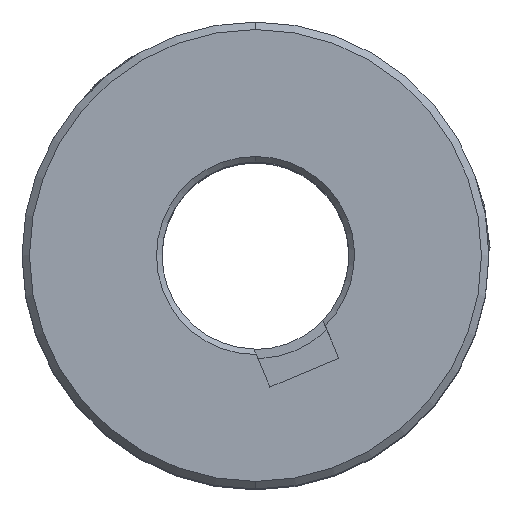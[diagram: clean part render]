
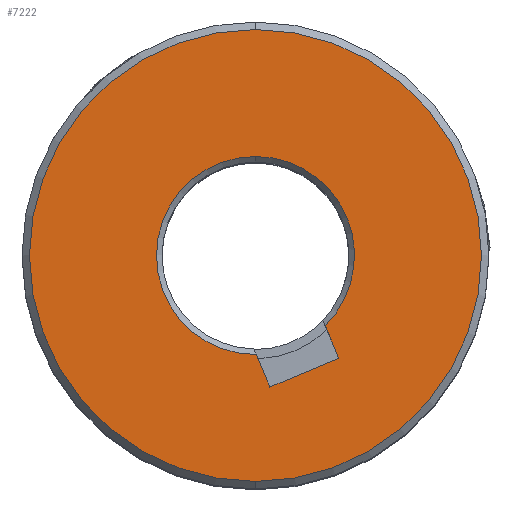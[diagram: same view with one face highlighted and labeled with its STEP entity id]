
A CAD part, top view. The second image highlights one B-rep face of the part: STEP entity #7222.
In plain terms, the highlighted planar face has unit normal (0, 0, 1).
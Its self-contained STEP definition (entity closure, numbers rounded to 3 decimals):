
#38 = AXIS2_PLACEMENT_3D ( 'NONE', #10012, #1955, #11355 ) ;
#261 = DIRECTION ( 'NONE',  ( 0., -1., 0. ) ) ;
#750 = CARTESIAN_POINT ( 'NONE',  ( -16.346, -6.444, 5.5 ) ) ;
#1308 = CARTESIAN_POINT ( 'NONE',  ( -16.346, -11.744, 5.5 ) ) ;
#1434 = CARTESIAN_POINT ( 'NONE',  ( -16.304, -11.744, 5.5 ) ) ;
#1474 = DIRECTION ( 'NONE',  ( 0., 0., -1. ) ) ;
#1520 = CARTESIAN_POINT ( 'NONE',  ( -16.346, 5.656, 5.5 ) ) ;
#1524 = CARTESIAN_POINT ( 'NONE',  ( -16.346, -6.444, 5.5 ) ) ;
#1955 = DIRECTION ( 'NONE',  ( 0., 0., -1. ) ) ;
#1990 = EDGE_CURVE ( 'NONE', #11881, #6894, #6169, .T. ) ;
#2071 = DIRECTION ( 'NONE',  ( 0., 1., 0. ) ) ;
#2219 = EDGE_CURVE ( 'NONE', #4006, #14236, #15229, .T. ) ;
#2498 = DIRECTION ( 'NONE',  ( 0., 0., -1. ) ) ;
#2822 = CIRCLE ( 'NONE', #7156, 5.3 ) ;
#3111 = ORIENTED_EDGE ( 'NONE', *, *, #12175, .F. ) ;
#3443 = DIRECTION ( 'NONE',  ( 0., 0., -1. ) ) ;
#3758 = EDGE_LOOP ( 'NONE', ( #14269, #9241, #16050, #16613, #4542, #4485 ) ) ;
#3893 = EDGE_CURVE ( 'NONE', #4006, #11881, #4743, .T. ) ;
#3991 = DIRECTION ( 'NONE',  ( 0., 0., -1. ) ) ;
#4006 = VERTEX_POINT ( 'NONE', #1434 ) ;
#4485 = ORIENTED_EDGE ( 'NONE', *, *, #6612, .F. ) ;
#4542 = ORIENTED_EDGE ( 'NONE', *, *, #16295, .T. ) ;
#4709 = FACE_OUTER_BOUND ( 'NONE', #16403, .T. ) ;
#4743 = LINE ( 'NONE', #14718, #14627 ) ;
#4840 = CIRCLE ( 'NONE', #13476, 5.3 ) ;
#4914 = LINE ( 'NONE', #13252, #12060 ) ;
#5218 = DIRECTION ( 'NONE',  ( -0.385, 0.923, 0. ) ) ;
#5313 = DIRECTION ( 'NONE',  ( 0.385, -0.923, 0. ) ) ;
#5454 = ORIENTED_EDGE ( 'NONE', *, *, #16014, .F. ) ;
#6169 = LINE ( 'NONE', #11232, #13323 ) ;
#6465 = CARTESIAN_POINT ( 'NONE',  ( -11.884, -11.95, 5.5 ) ) ;
#6612 = EDGE_CURVE ( 'NONE', #6894, #13565, #4914, .T. ) ;
#6894 = VERTEX_POINT ( 'NONE', #6465 ) ;
#6924 = CIRCLE ( 'NONE', #7141, 12.1 ) ;
#7028 = VERTEX_POINT ( 'NONE', #13696 ) ;
#7141 = AXIS2_PLACEMENT_3D ( 'NONE', #11496, #3443, #12852 ) ;
#7156 = AXIS2_PLACEMENT_3D ( 'NONE', #12027, #3991, #13388 ) ;
#7222 = ADVANCED_FACE ( 'NONE', ( #4709, #10995 ), #15368, .F. ) ;
#7288 = AXIS2_PLACEMENT_3D ( 'NONE', #1524, #1474, #261 ) ;
#9241 = ORIENTED_EDGE ( 'NONE', *, *, #3893, .F. ) ;
#9415 = EDGE_CURVE ( 'NONE', #14236, #10682, #2822, .T. ) ;
#10012 = CARTESIAN_POINT ( 'NONE',  ( -16.346, -6.444, 5.5 ) ) ;
#10112 = DIRECTION ( 'NONE',  ( 0., 0., -1. ) ) ;
#10540 = CARTESIAN_POINT ( 'NONE',  ( -16.346, -6.444, 5.5 ) ) ;
#10682 = VERTEX_POINT ( 'NONE', #12003 ) ;
#10995 = FACE_BOUND ( 'NONE', #3758, .T. ) ;
#11232 = CARTESIAN_POINT ( 'NONE',  ( -11.884, -11.95, 5.5 ) ) ;
#11355 = DIRECTION ( 'NONE',  ( 0., 1., 0. ) ) ;
#11496 = CARTESIAN_POINT ( 'NONE',  ( -16.346, -6.444, 5.5 ) ) ;
#11881 = VERTEX_POINT ( 'NONE', #12606 ) ;
#11905 = DIRECTION ( 'NONE',  ( 0., -1., 0. ) ) ;
#12003 = CARTESIAN_POINT ( 'NONE',  ( -16.346, -1.144, 5.5 ) ) ;
#12027 = CARTESIAN_POINT ( 'NONE',  ( -16.346, -6.444, 5.5 ) ) ;
#12060 = VECTOR ( 'NONE', #5218, 1000. ) ;
#12175 = EDGE_CURVE ( 'NONE', #13634, #7028, #15625, .T. ) ;
#12606 = CARTESIAN_POINT ( 'NONE',  ( -15.576, -13.49, 5.5 ) ) ;
#12852 = DIRECTION ( 'NONE',  ( 0., 1., 0. ) ) ;
#13252 = CARTESIAN_POINT ( 'NONE',  ( -12.737, -9.904, 5.5 ) ) ;
#13323 = VECTOR ( 'NONE', #15076, 1000. ) ;
#13388 = DIRECTION ( 'NONE',  ( 0., -1., 0. ) ) ;
#13476 = AXIS2_PLACEMENT_3D ( 'NONE', #10540, #2498, #11905 ) ;
#13565 = VERTEX_POINT ( 'NONE', #15750 ) ;
#13634 = VERTEX_POINT ( 'NONE', #1520 ) ;
#13696 = CARTESIAN_POINT ( 'NONE',  ( -16.346, -18.544, 5.5 ) ) ;
#14236 = VERTEX_POINT ( 'NONE', #1308 ) ;
#14269 = ORIENTED_EDGE ( 'NONE', *, *, #1990, .F. ) ;
#14627 = VECTOR ( 'NONE', #5313, 1000. ) ;
#14718 = CARTESIAN_POINT ( 'NONE',  ( -16.429, -11.443, 5.5 ) ) ;
#15076 = DIRECTION ( 'NONE',  ( 0.923, 0.385, 0. ) ) ;
#15229 = CIRCLE ( 'NONE', #7288, 5.3 ) ;
#15368 = PLANE ( 'NONE',  #38 ) ;
#15625 = CIRCLE ( 'NONE', #16470, 12.1 ) ;
#15750 = CARTESIAN_POINT ( 'NONE',  ( -12.612, -10.204, 5.5 ) ) ;
#16014 = EDGE_CURVE ( 'NONE', #7028, #13634, #6924, .T. ) ;
#16050 = ORIENTED_EDGE ( 'NONE', *, *, #2219, .T. ) ;
#16295 = EDGE_CURVE ( 'NONE', #10682, #13565, #4840, .T. ) ;
#16403 = EDGE_LOOP ( 'NONE', ( #3111, #5454 ) ) ;
#16470 = AXIS2_PLACEMENT_3D ( 'NONE', #750, #10112, #2071 ) ;
#16613 = ORIENTED_EDGE ( 'NONE', *, *, #9415, .T. ) ;
